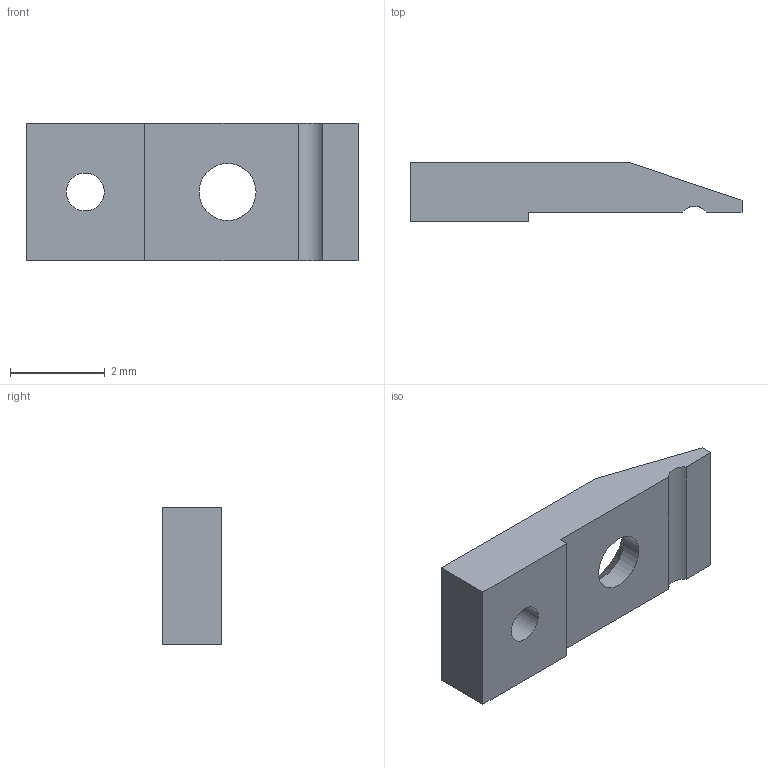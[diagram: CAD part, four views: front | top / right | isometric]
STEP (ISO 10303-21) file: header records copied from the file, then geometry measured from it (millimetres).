
FILE_DESCRIPTION(('FreeCAD Model'),'2;1');
FILE_NAME('Open CASCADE Shape Model','2022-04-04T16:49:37',('Author'),( ''),'Open CASCADE STEP processor 7.5','FreeCAD','Unknown');
FILE_SCHEMA(('AUTOMOTIVE_DESIGN { 1 0 10303 214 1 1 1 1 }'));
Length unit declared in the file: millimetre
Products named in the file (1): cnc 630 with tip
Bounding box: 7 x 1.25 x 2.9 mm (x, y, z)
Volume: 17.3 mm3; surface area: 62.6 mm2
Topology: 1 solids, 1 shells, 14 faces, 38 edges, 25 vertices
Faces by surface type: plane 10, cylinder 3, cone 1
Full cylindrical faces by diameter (mm): 0.8 x1, 1.2 x1
Entity records: 982 total; most frequent: CARTESIAN_POINT 203, DIRECTION 138, LINE 86, VECTOR 86, ORIENTED_EDGE 76, PCURVE 76, DEFINITIONAL_REPRESENTATION 76, EDGE_CURVE 38
